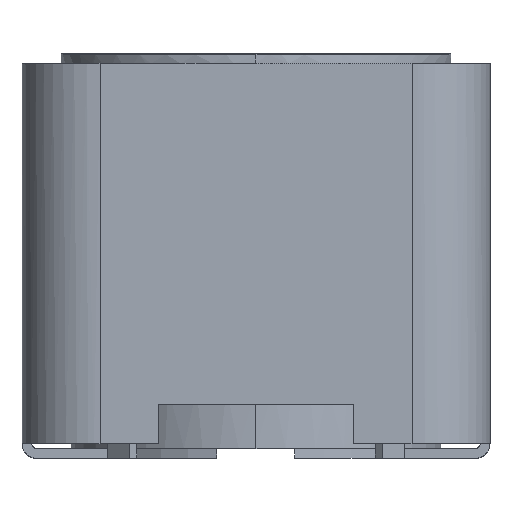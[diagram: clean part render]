
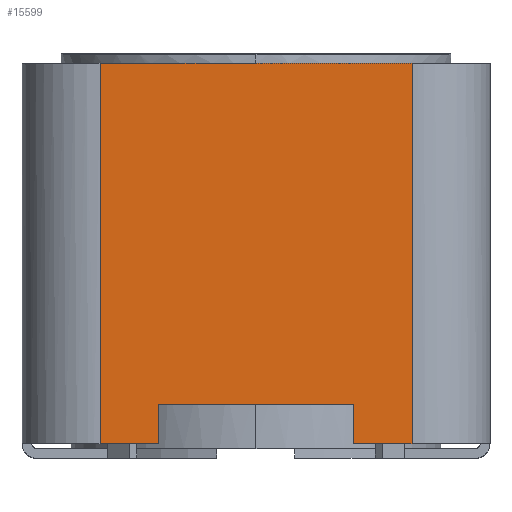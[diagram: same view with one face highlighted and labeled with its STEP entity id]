
A CAD part, front view. The second image highlights one B-rep face of the part: STEP entity #15599.
In plain terms, the highlighted free-form (B-spline) face has degree [1, 1] with [2, 2] control points.
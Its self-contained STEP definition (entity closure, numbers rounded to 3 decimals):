
#15599 = ADVANCED_FACE('',(#15600),#15694,.T.);
#15600 = FACE_BOUND('',#15601,.T.);
#15601 = EDGE_LOOP('',(#15602,#15611,#15618,#15627,#15634,#15643,#15650,
    #15659,#15666,#15675,#15682,#15689));
#15602 = ORIENTED_EDGE('',*,*,#15603,.T.);
#15603 = EDGE_CURVE('',#15604,#15606,#15608,.T.);
#15604 = VERTEX_POINT('',#15605);
#15605 = CARTESIAN_POINT('',(-4.,-6.,10.125));
#15606 = VERTEX_POINT('',#15607);
#15607 = CARTESIAN_POINT('',(-4.,-6.,0.375));
#15608 = B_SPLINE_CURVE_WITH_KNOTS('',1,(#15609,#15610),.UNSPECIFIED.,
  .F.,.F.,(2,2),(0.,0.01),.PIECEWISE_BEZIER_KNOTS.);
#15609 = CARTESIAN_POINT('',(-4.,-6.,10.125));
#15610 = CARTESIAN_POINT('',(-4.,-6.,0.375));
#15611 = ORIENTED_EDGE('',*,*,#15612,.T.);
#15612 = EDGE_CURVE('',#15606,#15613,#15615,.T.);
#15613 = VERTEX_POINT('',#15614);
#15614 = CARTESIAN_POINT('',(-2.52,-6.,0.375));
#15615 = B_SPLINE_CURVE_WITH_KNOTS('',1,(#15616,#15617),.UNSPECIFIED.,
  .F.,.F.,(2,2),(0.002,0.003),.PIECEWISE_BEZIER_KNOTS.);
#15616 = CARTESIAN_POINT('',(-4.,-6.,0.375));
#15617 = CARTESIAN_POINT('',(-2.52,-6.,0.375));
#15618 = ORIENTED_EDGE('',*,*,#15619,.T.);
#15619 = EDGE_CURVE('',#15613,#15620,#15622,.T.);
#15620 = VERTEX_POINT('',#15621);
#15621 = CARTESIAN_POINT('',(-2.5,-6.,0.395));
#15622 = ( BOUNDED_CURVE() B_SPLINE_CURVE(3,(#15623,#15624,#15625,#15626
),.UNSPECIFIED.,.F.,.F.) B_SPLINE_CURVE_WITH_KNOTS((4,4),(-3.142
,-1.571),.PIECEWISE_BEZIER_KNOTS.) CURVE() 
GEOMETRIC_REPRESENTATION_ITEM() RATIONAL_B_SPLINE_CURVE((1.,
0.805,0.805,1.)) REPRESENTATION_ITEM('') );
#15623 = CARTESIAN_POINT('',(-2.52,-6.,0.375));
#15624 = CARTESIAN_POINT('',(-2.508,-6.,0.375));
#15625 = CARTESIAN_POINT('',(-2.5,-6.,0.383));
#15626 = CARTESIAN_POINT('',(-2.5,-6.,0.395));
#15627 = ORIENTED_EDGE('',*,*,#15628,.T.);
#15628 = EDGE_CURVE('',#15620,#15629,#15631,.T.);
#15629 = VERTEX_POINT('',#15630);
#15630 = CARTESIAN_POINT('',(-2.5,-6.,1.355));
#15631 = B_SPLINE_CURVE_WITH_KNOTS('',1,(#15632,#15633),.UNSPECIFIED.,
  .F.,.F.,(2,2),(-0.01,-0.009),.PIECEWISE_BEZIER_KNOTS.);
#15632 = CARTESIAN_POINT('',(-2.5,-6.,0.395));
#15633 = CARTESIAN_POINT('',(-2.5,-6.,1.355));
#15634 = ORIENTED_EDGE('',*,*,#15635,.T.);
#15635 = EDGE_CURVE('',#15629,#15636,#15638,.T.);
#15636 = VERTEX_POINT('',#15637);
#15637 = CARTESIAN_POINT('',(-2.48,-6.,1.375));
#15638 = ( BOUNDED_CURVE() B_SPLINE_CURVE(3,(#15639,#15640,#15641,#15642
),.UNSPECIFIED.,.F.,.F.) B_SPLINE_CURVE_WITH_KNOTS((4,4),(4.712
,6.283),.PIECEWISE_BEZIER_KNOTS.) CURVE() 
GEOMETRIC_REPRESENTATION_ITEM() RATIONAL_B_SPLINE_CURVE((1.,
0.805,0.805,1.)) REPRESENTATION_ITEM('') );
#15639 = CARTESIAN_POINT('',(-2.5,-6.,1.355));
#15640 = CARTESIAN_POINT('',(-2.5,-6.,1.367));
#15641 = CARTESIAN_POINT('',(-2.492,-6.,1.375));
#15642 = CARTESIAN_POINT('',(-2.48,-6.,1.375));
#15643 = ORIENTED_EDGE('',*,*,#15644,.T.);
#15644 = EDGE_CURVE('',#15636,#15645,#15647,.T.);
#15645 = VERTEX_POINT('',#15646);
#15646 = CARTESIAN_POINT('',(2.48,-6.,1.375));
#15647 = B_SPLINE_CURVE_WITH_KNOTS('',1,(#15648,#15649),.UNSPECIFIED.,
  .F.,.F.,(2,2),(0.004,0.008),.PIECEWISE_BEZIER_KNOTS.);
#15648 = CARTESIAN_POINT('',(-2.48,-6.,1.375));
#15649 = CARTESIAN_POINT('',(2.48,-6.,1.375));
#15650 = ORIENTED_EDGE('',*,*,#15651,.T.);
#15651 = EDGE_CURVE('',#15645,#15652,#15654,.T.);
#15652 = VERTEX_POINT('',#15653);
#15653 = CARTESIAN_POINT('',(2.5,-6.,1.355));
#15654 = ( BOUNDED_CURVE() B_SPLINE_CURVE(3,(#15655,#15656,#15657,#15658
),.UNSPECIFIED.,.F.,.F.) B_SPLINE_CURVE_WITH_KNOTS((4,4),(0.,
1.571),.PIECEWISE_BEZIER_KNOTS.) CURVE() 
GEOMETRIC_REPRESENTATION_ITEM() RATIONAL_B_SPLINE_CURVE((1.,
0.805,0.805,1.)) REPRESENTATION_ITEM('') );
#15655 = CARTESIAN_POINT('',(2.48,-6.,1.375));
#15656 = CARTESIAN_POINT('',(2.492,-6.,1.375));
#15657 = CARTESIAN_POINT('',(2.5,-6.,1.367));
#15658 = CARTESIAN_POINT('',(2.5,-6.,1.355));
#15659 = ORIENTED_EDGE('',*,*,#15660,.T.);
#15660 = EDGE_CURVE('',#15652,#15661,#15663,.T.);
#15661 = VERTEX_POINT('',#15662);
#15662 = CARTESIAN_POINT('',(2.5,-6.,0.395));
#15663 = B_SPLINE_CURVE_WITH_KNOTS('',1,(#15664,#15665),.UNSPECIFIED.,
  .F.,.F.,(2,2),(0.009,0.01),.PIECEWISE_BEZIER_KNOTS.);
#15664 = CARTESIAN_POINT('',(2.5,-6.,1.355));
#15665 = CARTESIAN_POINT('',(2.5,-6.,0.395));
#15666 = ORIENTED_EDGE('',*,*,#15667,.T.);
#15667 = EDGE_CURVE('',#15661,#15668,#15670,.T.);
#15668 = VERTEX_POINT('',#15669);
#15669 = CARTESIAN_POINT('',(2.52,-6.,0.375));
#15670 = ( BOUNDED_CURVE() B_SPLINE_CURVE(3,(#15671,#15672,#15673,#15674
),.UNSPECIFIED.,.F.,.F.) B_SPLINE_CURVE_WITH_KNOTS((4,4),(
-4.712,-3.142),.PIECEWISE_BEZIER_KNOTS.) CURVE() 
GEOMETRIC_REPRESENTATION_ITEM() RATIONAL_B_SPLINE_CURVE((1.,
0.805,0.805,1.)) REPRESENTATION_ITEM('') );
#15671 = CARTESIAN_POINT('',(2.5,-6.,0.395));
#15672 = CARTESIAN_POINT('',(2.5,-6.,0.383));
#15673 = CARTESIAN_POINT('',(2.508,-6.,0.375));
#15674 = CARTESIAN_POINT('',(2.52,-6.,0.375));
#15675 = ORIENTED_EDGE('',*,*,#15676,.T.);
#15676 = EDGE_CURVE('',#15668,#15677,#15679,.T.);
#15677 = VERTEX_POINT('',#15678);
#15678 = CARTESIAN_POINT('',(4.,-6.,0.375));
#15679 = B_SPLINE_CURVE_WITH_KNOTS('',1,(#15680,#15681),.UNSPECIFIED.,
  .F.,.F.,(2,2),(0.009,0.01),.PIECEWISE_BEZIER_KNOTS.);
#15680 = CARTESIAN_POINT('',(2.52,-6.,0.375));
#15681 = CARTESIAN_POINT('',(4.,-6.,0.375));
#15682 = ORIENTED_EDGE('',*,*,#15683,.T.);
#15683 = EDGE_CURVE('',#15677,#15684,#15686,.T.);
#15684 = VERTEX_POINT('',#15685);
#15685 = CARTESIAN_POINT('',(4.,-6.,10.125));
#15686 = B_SPLINE_CURVE_WITH_KNOTS('',1,(#15687,#15688),.UNSPECIFIED.,
  .F.,.F.,(2,2),(-0.01,0.),.PIECEWISE_BEZIER_KNOTS.);
#15687 = CARTESIAN_POINT('',(4.,-6.,0.375));
#15688 = CARTESIAN_POINT('',(4.,-6.,10.125));
#15689 = ORIENTED_EDGE('',*,*,#15690,.T.);
#15690 = EDGE_CURVE('',#15684,#15604,#15691,.T.);
#15691 = B_SPLINE_CURVE_WITH_KNOTS('',1,(#15692,#15693),.UNSPECIFIED.,
  .F.,.F.,(2,2),(-0.01,-0.002),.PIECEWISE_BEZIER_KNOTS.);
#15692 = CARTESIAN_POINT('',(4.,-6.,10.125));
#15693 = CARTESIAN_POINT('',(-4.,-6.,10.125));
#15694 = B_SPLINE_SURFACE_WITH_KNOTS('',1,1,(
    (#15695,#15696)
    ,(#15697,#15698
    )),.UNSPECIFIED.,.F.,.F.,.F.,(2,2),(2,2),(-1.,0.),(0.,1.),
  .PIECEWISE_BEZIER_KNOTS.);
#15695 = CARTESIAN_POINT('',(-4.,-6.,10.125));
#15696 = CARTESIAN_POINT('',(4.,-6.,10.125));
#15697 = CARTESIAN_POINT('',(-4.,-6.,0.375));
#15698 = CARTESIAN_POINT('',(4.,-6.,0.375));
